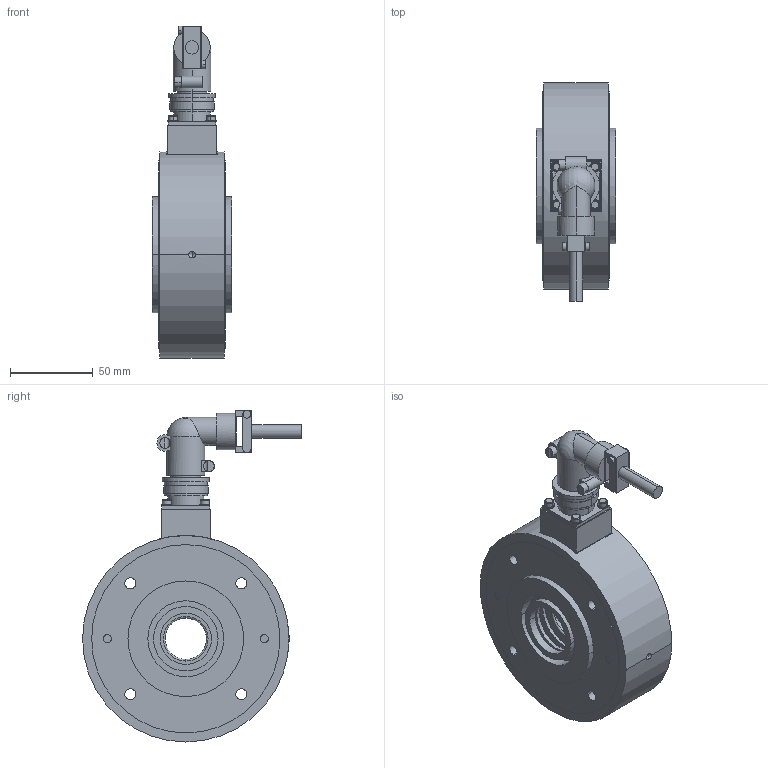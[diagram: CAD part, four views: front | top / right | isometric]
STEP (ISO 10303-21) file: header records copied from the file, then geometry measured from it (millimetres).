
FILE_DESCRIPTION((''),'2;1');
FILE_NAME('50100.stp','2007-01-12T13:06:23',(''),(''),'Mechanical Desktop 2007','Mechanical Desktop 2007',', , ');
FILE_SCHEMA(('CONFIG_CONTROL_DESIGN'));
Length unit declared in the file: millimetre
Products named in the file (25): L50100; L4817704; L49026; TEIL1AAAA; I-6KT_SCHRAUBE_M6X35NK; I-6KT_SCHRAUBE_M6X35NKA; I-6KT_SCHRAUBE_M3X25; I-6KT_SCHRAUBE_M3X25A; FEDERRING_M3A; FEDERRING_M3; SICHERUNGSRING_J52; SICHERUNGSRING_J52A; L4340303; TEIL1A; FLANSCHDOSE_WINKEL_AMPH_4-POLIG; TEIL1; PENDELKUGELLAGER_1205TV; PENDELKUGELLAGER_1205TVA; L47955; TEIL1AAA; L48964; TEIL1AA; V_RING_V32A; V_RING_V32AA; RM_SDB
Assembly tree (35 placements, depth 3):
  L50100
    L4817704
    L49026
      TEIL1AAAA
    I-6KT_SCHRAUBE_M6X35NK  x2
      I-6KT_SCHRAUBE_M6X35NKA
    I-6KT_SCHRAUBE_M3X25  x4
      I-6KT_SCHRAUBE_M3X25A
    FEDERRING_M3A  x4
      FEDERRING_M3
    SICHERUNGSRING_J52
      SICHERUNGSRING_J52A
    L4340303  x2
      TEIL1A
    FLANSCHDOSE_WINKEL_AMPH_4-POLIG
      TEIL1
    PENDELKUGELLAGER_1205TV
      PENDELKUGELLAGER_1205TVA
    L47955
      TEIL1AAA
    L48964
      TEIL1AA
    V_RING_V32A  x2
      V_RING_V32AA
    RM_SDB  x3
Bounding box: 48.1 x 132.5 x 201 mm (x, y, z)
Volume: 492815.7 mm3; surface area: 147678.5 mm2
Topology: 21 solids, 21 shells, 430 faces, 1059 edges, 702 vertices
Faces by surface type: cylinder 250, plane 121, cone 34, torus 20, bspline 4, sphere 1
Entity records: 10750 total; most frequent: CARTESIAN_POINT 2102, DIRECTION 1934, ORIENTED_EDGE 1558, AXIS2_PLACEMENT_3D 808, EDGE_CURVE 779, VERTEX_POINT 514, CIRCLE 454, EDGE_LOOP 435
